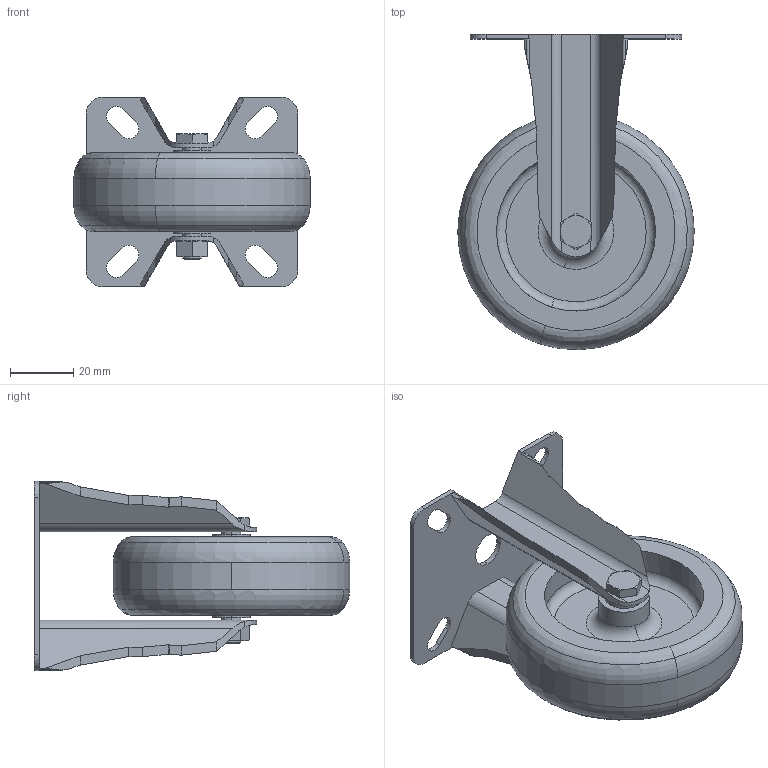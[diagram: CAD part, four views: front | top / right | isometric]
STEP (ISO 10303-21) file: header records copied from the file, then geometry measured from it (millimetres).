
FILE_DESCRIPTION (( 'STEP AP214' ), '1' );
FILE_NAME ('F003577_3D.step', '2022-11-21T18:19:29', ( '' ), ( '' ), 'SwSTEP 2.0', 'SolidWorks 2020', '' );
FILE_SCHEMA (( 'AUTOMOTIVE_DESIGN' ));
Length unit declared in the file: millimetre
Products named in the file (1): F003577_3D
Bounding box: 75 x 99.98 x 60 mm (x, y, z)
Volume: 80484.7 mm3; surface area: 35178.4 mm2
Topology: 2 solids, 2 shells, 175 faces, 468 edges, 304 vertices
Faces by surface type: plane 81, cylinder 54, cone 24, torus 16
Entity records: 7856 total; most frequent: CARTESIAN_POINT 1558, ORIENTED_EDGE 936, DIRECTION 870, EDGE_CURVE 468, AXIS2_PLACEMENT_3D 316, VERTEX_POINT 304, VECTOR 238, LINE 238
